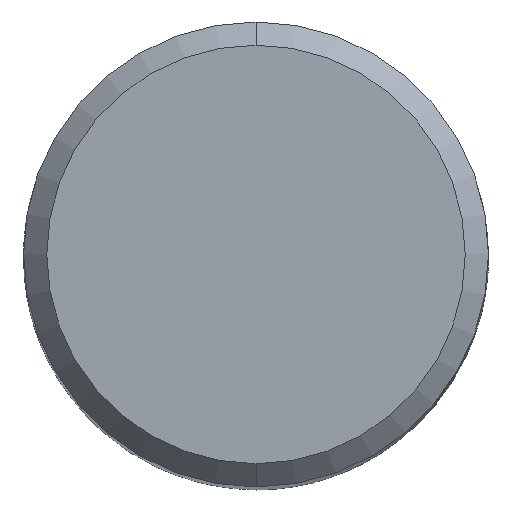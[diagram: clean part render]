
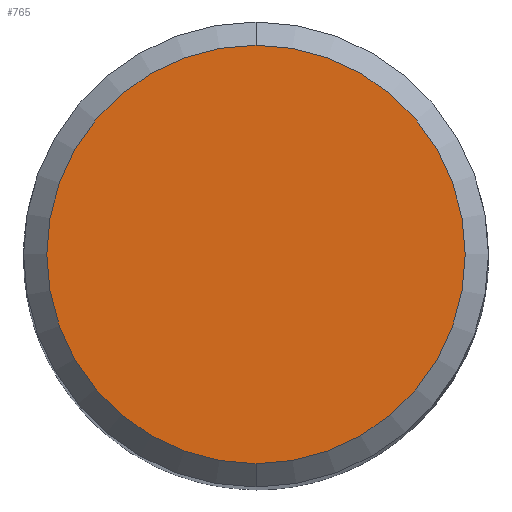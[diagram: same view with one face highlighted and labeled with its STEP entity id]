
A CAD part, top view. The second image highlights one B-rep face of the part: STEP entity #765.
In plain terms, the highlighted planar face has unit normal (0, 0, 1).
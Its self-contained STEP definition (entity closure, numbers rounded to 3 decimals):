
#439=EDGE_CURVE('',#845,#643,#1072,.T.);
#643=VERTEX_POINT('',#1290);
#713=EDGE_CURVE('',#643,#845,#1369,.T.);
#765=ADVANCED_FACE('',(#1427),#1428,.T.);
#845=VERTEX_POINT('',#1515);
#1072=CIRCLE('',#1966,9.0);
#1290=CARTESIAN_POINT('',(0.,-9.0,0.0));
#1369=CIRCLE('',#2856,9.0);
#1427=FACE_OUTER_BOUND('',#2991,.T.);
#1428=PLANE('',#2992);
#1515=CARTESIAN_POINT('',(0.0,9.0,0.0));
#1966=AXIS2_PLACEMENT_3D('',#3613,#3614,#3615);
#2856=AXIS2_PLACEMENT_3D('',#3850,#3851,#3852);
#2991=EDGE_LOOP('',(#3924,#3925));
#2992=AXIS2_PLACEMENT_3D('',#3926,#3927,#3928);
#3613=CARTESIAN_POINT('',(0.0,0.0,0.0));
#3614=DIRECTION('',(0.0,0.0,-1.0));
#3615=DIRECTION('',(0.0,1.0,0.0));
#3850=CARTESIAN_POINT('',(0.0,0.0,0.0));
#3851=DIRECTION('',(0.0,0.0,-1.0));
#3852=DIRECTION('',(0.0,1.0,0.0));
#3924=ORIENTED_EDGE('',*,*,#439,.F.);
#3925=ORIENTED_EDGE('',*,*,#713,.F.);
#3926=CARTESIAN_POINT('',(0.0,4.5,0.0));
#3927=DIRECTION('',(-0.0,0.0,1.0));
#3928=DIRECTION('',(0.0,-1.0,0.0));
